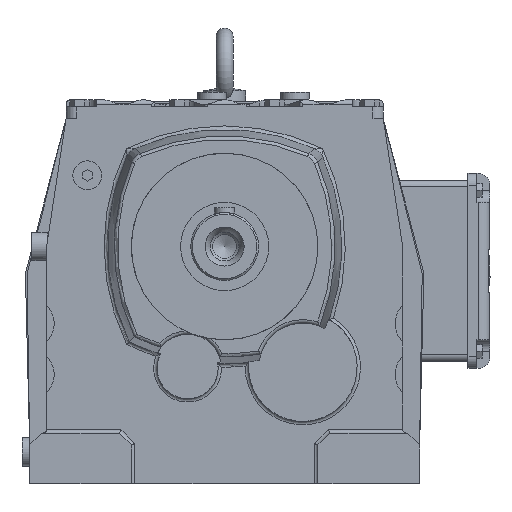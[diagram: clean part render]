
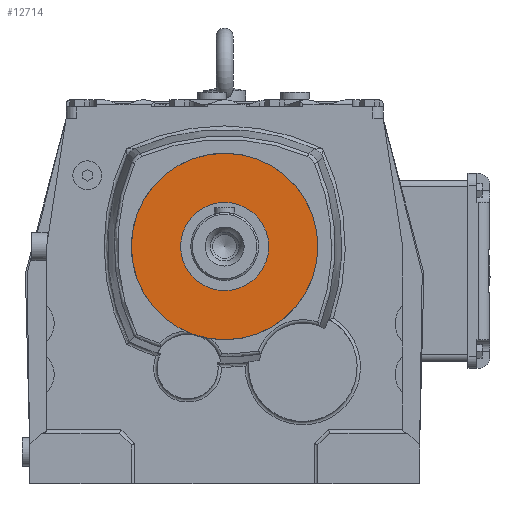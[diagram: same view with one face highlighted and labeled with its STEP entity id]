
A CAD part, left-side view. The second image highlights one B-rep face of the part: STEP entity #12714.
In plain terms, the highlighted planar face has unit normal (-1, 0, 0).
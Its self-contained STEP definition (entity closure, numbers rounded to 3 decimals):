
#441=FACE_BOUND('',#2070,.T.);
#650=PLANE('',#13859);
#1295=FACE_OUTER_BOUND('',#2069,.T.);
#2069=EDGE_LOOP('',(#10620));
#2070=EDGE_LOOP('',(#10621));
#2578=CIRCLE('',#13245,55.);
#2579=CIRCLE('',#13247,26.);
#5447=VERTEX_POINT('',#19086);
#5448=VERTEX_POINT('',#19089);
#6761=EDGE_CURVE('',#5447,#5447,#2578,.T.);
#6762=EDGE_CURVE('',#5448,#5448,#2579,.T.);
#10620=ORIENTED_EDGE('',*,*,#6761,.T.);
#10621=ORIENTED_EDGE('',*,*,#6762,.T.);
#12714=ADVANCED_FACE('',(#1295,#441),#650,.T.);
#13245=AXIS2_PLACEMENT_3D('',#19087,#14829,#14830);
#13247=AXIS2_PLACEMENT_3D('',#19090,#14833,#14834);
#13859=AXIS2_PLACEMENT_3D('',#22283,#16609,#16610);
#14829=DIRECTION('center_axis',(-1.,0.,0.));
#14830=DIRECTION('ref_axis',(0.,-0.814,-0.581));
#14833=DIRECTION('center_axis',(1.,0.,0.));
#14834=DIRECTION('ref_axis',(0.,-0.814,0.581));
#16609=DIRECTION('center_axis',(-1.,0.,0.));
#16610=DIRECTION('ref_axis',(0.,0.,1.));
#19086=CARTESIAN_POINT('',(4.,-55.,0.));
#19087=CARTESIAN_POINT('Origin',(4.,0.,0.));
#19089=CARTESIAN_POINT('',(4.,-26.,0.));
#19090=CARTESIAN_POINT('Origin',(4.,0.,0.));
#22283=CARTESIAN_POINT('Origin',(4.,0.,-55.));
